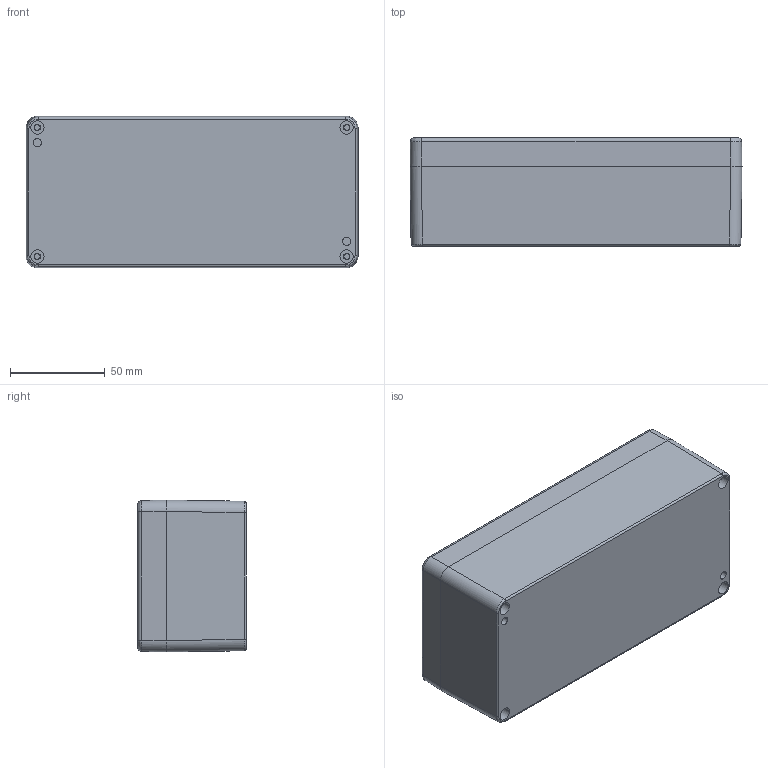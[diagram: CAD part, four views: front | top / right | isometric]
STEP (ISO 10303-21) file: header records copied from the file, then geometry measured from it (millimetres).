
FILE_DESCRIPTION((''),'2;1');
FILE_NAME('CA-180_ASM','2010-04-12T',('M.Fehring'),(''),'PRO/ENGINEER BY PARAMETRIC TECHNOLOGY CORPORATION, 2005070','PRO/ENGINEER BY PARAMETRIC TECHNOLOGY CORPORATION, 2005070','');
FILE_SCHEMA(('AUTOMOTIVE_DESIGN_CC2 { 1 2 10303 214 -1 1 5 2 }'));
Length unit declared in the file: millimetre
Products named in the file (7): CA-180_UT_PRT; 9261104000; CA-180_UT_ASM; CA-170_CA-180_DE_PRT; CA-170_CA-180_DE_ASM; 9261013000; CA-180_ASM
Assembly tree (11 placements, depth 3):
  CA-180_ASM
    CA-180_UT_ASM
      CA-180_UT_PRT
      9261104000  x2
    CA-170_CA-180_DE_ASM
      CA-170_CA-180_DE_PRT
      9261104000
    9261013000  x4
Bounding box: 175 x 57 x 80 mm (x, y, z)
Volume: 193824.7 mm3; surface area: 119477.1 mm2
Topology: 12 solids, 12 shells, 684 faces, 1835 edges, 1176 vertices
Faces by surface type: plane 317, cylinder 215, cone 116, bspline 19, torus 17
Entity records: 15900 total; most frequent: CARTESIAN_POINT 3794, ORIENTED_EDGE 1910, DIRECTION 1876, PRESENTATION_STYLE_ASSIGNMENT 960, STYLED_ITEM 960, CURVE_STYLE 955, EDGE_CURVE 955, AXIS2_PLACEMENT_3D 716
